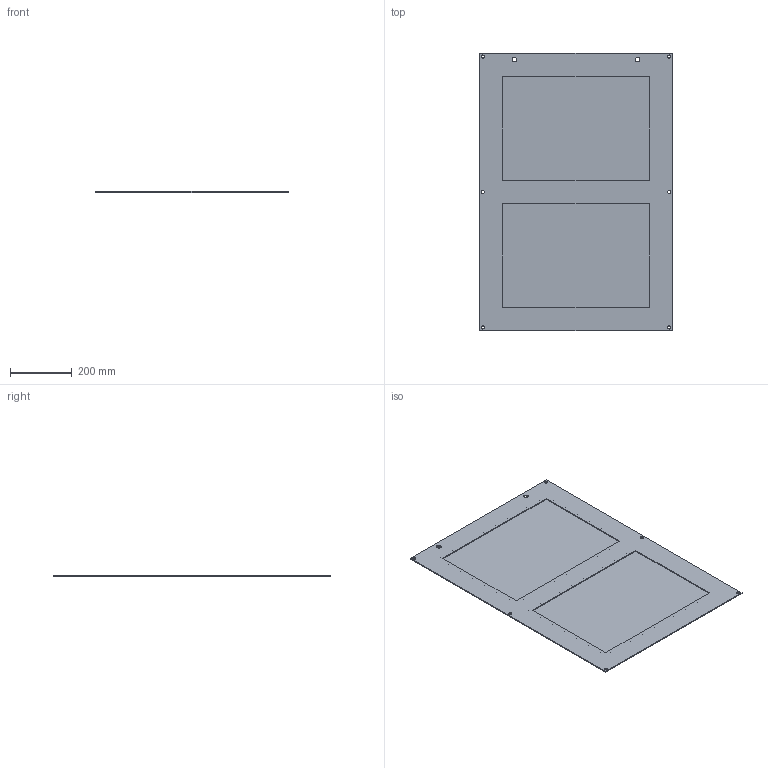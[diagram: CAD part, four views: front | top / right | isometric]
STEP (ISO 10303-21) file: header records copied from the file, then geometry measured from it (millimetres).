
FILE_DESCRIPTION (( 'STEP AP203' ), '1' );
FILE_NAME ('20213220S008-飛輪護罩.STEP', '2023-10-02T08:29:50', ( '' ), ( '' ), 'SwSTEP 2.0', 'SolidWorks 2018', '' );
FILE_SCHEMA (( 'CONFIG_CONTROL_DESIGN' ));
Length unit declared in the file: millimetre
Products named in the file (1): 20213220S008-飛輪護罩
Bounding box: 625 x 900 x 4.8 mm (x, y, z)
Volume: 1337641.1 mm3; surface area: 1216471.4 mm2
Topology: 3 solids, 3 shells, 34 faces, 90 edges, 62 vertices
Faces by surface type: plane 26, cylinder 8
Full cylindrical faces by diameter (mm): 10 x6, 15 x2
Entity records: 1077 total; most frequent: CARTESIAN_POINT 167, DIRECTION 162, ORIENTED_EDGE 152, EDGE_CURVE 76, EDGE_LOOP 62, LINE 60, VECTOR 60, VERTEX_POINT 56
